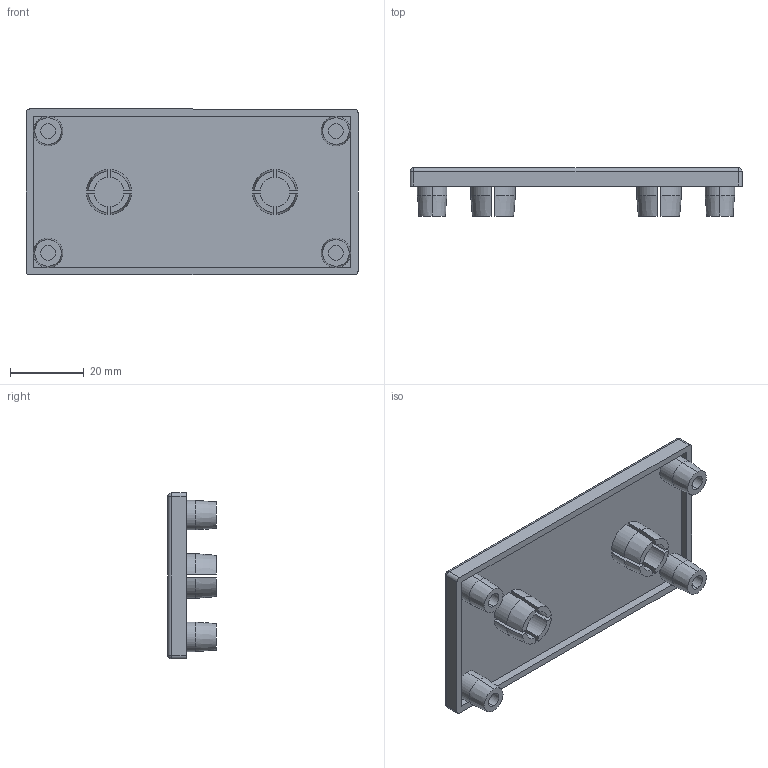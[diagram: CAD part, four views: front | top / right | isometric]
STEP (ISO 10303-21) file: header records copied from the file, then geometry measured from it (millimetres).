
FILE_DESCRIPTION (( 'STEP AP214' ), '1' );
FILE_NAME ('SNSD.30.50.51. Çàãëóøêà òîðöåâàÿ 45õ90Í(E27).STEP', '2014-11-20T12:02:27', ( 'XTreme.ws' ), ( 'XTreme.ws' ), 'SwSTEP 2.0', 'SolidWorks 2014', '' );
FILE_SCHEMA (( 'AUTOMOTIVE_DESIGN' ));
Length unit declared in the file: millimetre
Products named in the file (1): SNSD.30.50.51. Çàãëóøêà òîðöåâàÿ 45õ90Í(E27)
Bounding box: 90 x 13.1 x 45 mm (x, y, z)
Volume: 14929.4 mm3; surface area: 12792.8 mm2
Topology: 1 solids, 1 shells, 103 faces, 236 edges, 148 vertices
Faces by surface type: plane 43, cylinder 40, cone 16, sphere 4
Entity records: 2980 total; most frequent: CARTESIAN_POINT 580, DIRECTION 520, ORIENTED_EDGE 464, EDGE_CURVE 232, AXIS2_PLACEMENT_3D 200, VERTEX_POINT 148, VECTOR 120, LINE 120
